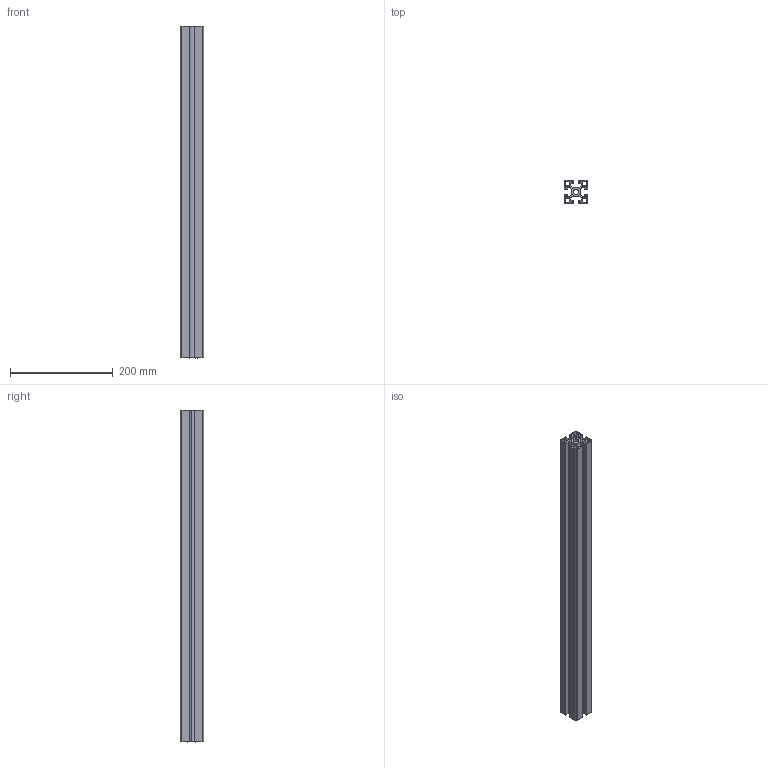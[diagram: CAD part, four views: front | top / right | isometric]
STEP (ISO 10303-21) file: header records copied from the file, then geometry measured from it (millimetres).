
FILE_DESCRIPTION (( 'STEP AP214' ), '1' );
FILE_NAME ('45x45_l_645x2.STEP', '2018-02-16T12:53:33', ( '' ), ( '' ), 'SwSTEP 2.0', 'SolidWorks 2018', '' );
FILE_SCHEMA (( 'AUTOMOTIVE_DESIGN' ));
Length unit declared in the file: millimetre
Products named in the file (1): 45x45_l_645x2
Bounding box: 45 x 45 x 645 mm (x, y, z)
Volume: 462576.2 mm3; surface area: 389066.5 mm2
Topology: 1 solids, 1 shells, 97 faces, 285 edges, 190 vertices
Faces by surface type: plane 86, cylinder 11
Entity records: 3235 total; most frequent: CARTESIAN_POINT 573, ORIENTED_EDGE 570, DIRECTION 503, EDGE_CURVE 285, LINE 263, VECTOR 263, VERTEX_POINT 190, AXIS2_PLACEMENT_3D 120
